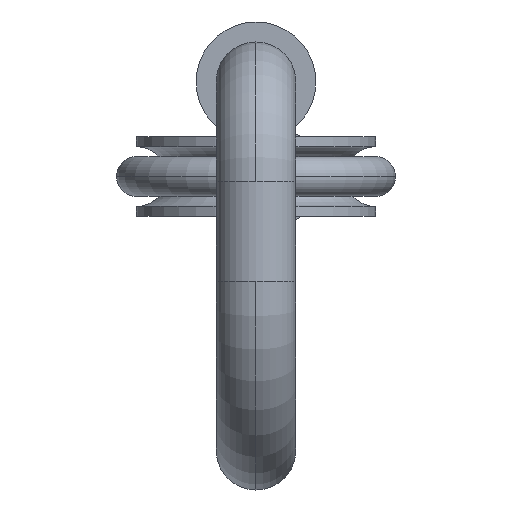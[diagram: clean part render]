
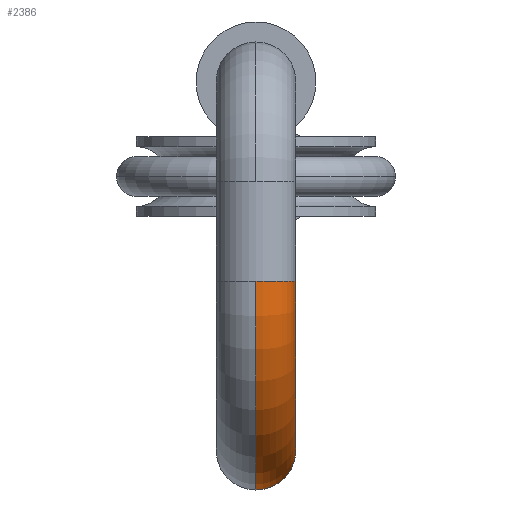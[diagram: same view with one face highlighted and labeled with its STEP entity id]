
A CAD part, left-side view. The second image highlights one B-rep face of the part: STEP entity #2386.
In plain terms, the highlighted toroidal (fillet/blend) face has major radius 17 mm and minor radius 4 mm.
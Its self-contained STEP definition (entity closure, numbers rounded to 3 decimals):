
#84 = ORIENTED_EDGE ( 'NONE', *, *, #5005, .F. ) ;
#95 = ORIENTED_EDGE ( 'NONE', *, *, #472, .T. ) ;
#319 = DIRECTION ( 'NONE',  ( 0., 0., 1. ) ) ;
#323 = AXIS2_PLACEMENT_3D ( 'NONE', #2298, #3449, #4288 ) ;
#388 = AXIS2_PLACEMENT_3D ( 'NONE', #722, #4725, #2309 ) ;
#418 = AXIS2_PLACEMENT_3D ( 'NONE', #3134, #319, #1186 ) ;
#472 = EDGE_CURVE ( 'NONE', #4083, #5192, #2706, .T. ) ;
#482 = EDGE_CURVE ( 'NONE', #2083, #1417, #3849, .T. ) ;
#545 = DIRECTION ( 'NONE',  ( 1., 0., 0. ) ) ;
#628 = CIRCLE ( 'NONE', #2293, 13. ) ;
#722 = CARTESIAN_POINT ( 'NONE',  ( 43., 10.5, 0. ) ) ;
#732 = CARTESIAN_POINT ( 'NONE',  ( 60., 10.5, 0. ) ) ;
#752 = CIRCLE ( 'NONE', #323, 4. ) ;
#916 = CARTESIAN_POINT ( 'NONE',  ( 43., 10.5, 0. ) ) ;
#1113 = DIRECTION ( 'NONE',  ( 0., -1., 0. ) ) ;
#1114 = DIRECTION ( 'NONE',  ( 0., -1., 0. ) ) ;
#1153 = DIRECTION ( 'NONE',  ( 0., 0., 1. ) ) ;
#1186 = DIRECTION ( 'NONE',  ( 1., 0., 0. ) ) ;
#1254 = CARTESIAN_POINT ( 'NONE',  ( 64., 10.5, 0. ) ) ;
#1417 = VERTEX_POINT ( 'NONE', #2144 ) ;
#1590 = EDGE_LOOP ( 'NONE', ( #84, #95, #3392, #1665, #3336 ) ) ;
#1665 = ORIENTED_EDGE ( 'NONE', *, *, #3680, .F. ) ;
#1674 = EDGE_CURVE ( 'NONE', #5192, #2675, #752, .T. ) ;
#1863 = DIRECTION ( 'NONE',  ( 0., 0., 1. ) ) ;
#2083 = VERTEX_POINT ( 'NONE', #2931 ) ;
#2144 = CARTESIAN_POINT ( 'NONE',  ( 56., 10.5, 0. ) ) ;
#2293 = AXIS2_PLACEMENT_3D ( 'NONE', #916, #2914, #545 ) ;
#2298 = CARTESIAN_POINT ( 'NONE',  ( 36.098, 26.036, 0. ) ) ;
#2309 = DIRECTION ( 'NONE',  ( 1., 0., 0. ) ) ;
#2313 = AXIS2_PLACEMENT_3D ( 'NONE', #732, #1113, #1863 ) ;
#2386 = ADVANCED_FACE ( 'NONE', ( #3343 ), #2535, .T. ) ;
#2535 = TOROIDAL_SURFACE ( 'NONE', #388, 17., 4. ) ;
#2675 = VERTEX_POINT ( 'NONE', #3269 ) ;
#2706 = CIRCLE ( 'NONE', #418, 21. ) ;
#2914 = DIRECTION ( 'NONE',  ( 0., 0., 1. ) ) ;
#2931 = CARTESIAN_POINT ( 'NONE',  ( 60., 10.5, 4. ) ) ;
#3134 = CARTESIAN_POINT ( 'NONE',  ( 43., 10.5, 0. ) ) ;
#3269 = CARTESIAN_POINT ( 'NONE',  ( 37.722, 22.38, 0. ) ) ;
#3336 = ORIENTED_EDGE ( 'NONE', *, *, #482, .F. ) ;
#3343 = FACE_OUTER_BOUND ( 'NONE', #1590, .T. ) ;
#3392 = ORIENTED_EDGE ( 'NONE', *, *, #1674, .T. ) ;
#3449 = DIRECTION ( 'NONE',  ( 0.914, 0.406, 0. ) ) ;
#3522 = AXIS2_PLACEMENT_3D ( 'NONE', #4719, #1114, #1153 ) ;
#3552 = CARTESIAN_POINT ( 'NONE',  ( 34.475, 29.692, 0. ) ) ;
#3680 = EDGE_CURVE ( 'NONE', #1417, #2675, #628, .T. ) ;
#3849 = CIRCLE ( 'NONE', #3522, 4. ) ;
#4083 = VERTEX_POINT ( 'NONE', #1254 ) ;
#4127 = CIRCLE ( 'NONE', #2313, 4. ) ;
#4288 = DIRECTION ( 'NONE',  ( 0., 0., 1. ) ) ;
#4719 = CARTESIAN_POINT ( 'NONE',  ( 60., 10.5, 0. ) ) ;
#4725 = DIRECTION ( 'NONE',  ( 0., 0., 1. ) ) ;
#5005 = EDGE_CURVE ( 'NONE', #4083, #2083, #4127, .T. ) ;
#5192 = VERTEX_POINT ( 'NONE', #3552 ) ;
